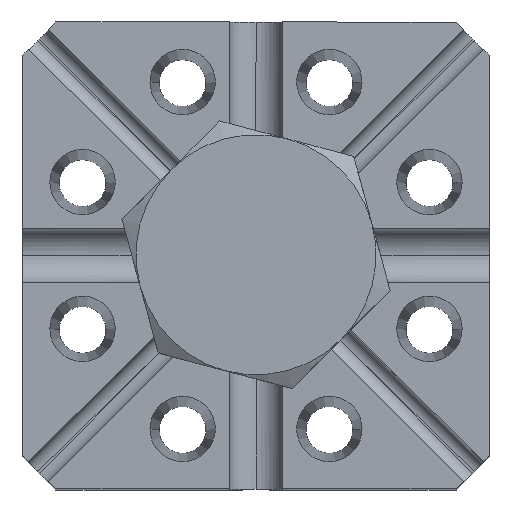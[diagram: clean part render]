
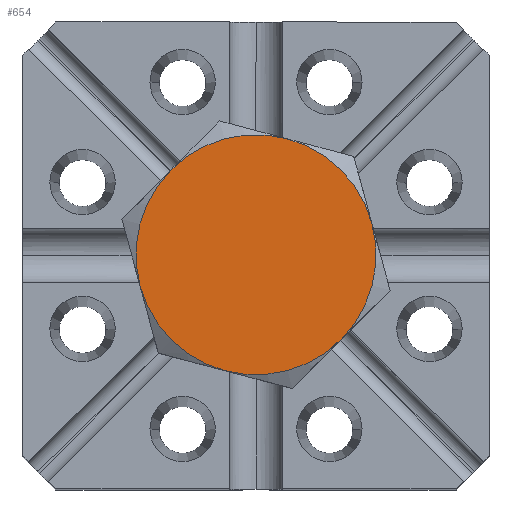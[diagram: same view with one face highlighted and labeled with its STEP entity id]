
A CAD part, top view. The second image highlights one B-rep face of the part: STEP entity #654.
In plain terms, the highlighted planar face has unit normal (0, 0, 1).
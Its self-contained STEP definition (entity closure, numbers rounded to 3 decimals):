
#82 = CIRCLE ( 'NONE', #3566, 9. ) ;
#95 = CARTESIAN_POINT ( 'NONE',  ( -4.6, -17.402, 32.077 ) ) ;
#118 = CIRCLE ( 'NONE', #995, 9. ) ;
#144 = DIRECTION ( 'NONE',  ( -0.256, -0.967, 0. ) ) ;
#183 = DIRECTION ( 'NONE',  ( 0., 0., -1. ) ) ;
#654 = ADVANCED_FACE ( 'NONE', ( #3066 ), #4050, .F. ) ;
#834 = CARTESIAN_POINT ( 'NONE',  ( 0., 0., 32.077 ) ) ;
#852 = VERTEX_POINT ( 'NONE', #6276 ) ;
#866 = EDGE_CURVE ( 'NONE', #1512, #1580, #6501, .T. ) ;
#970 = DIRECTION ( 'NONE',  ( 0., 0., -1. ) ) ;
#995 = AXIS2_PLACEMENT_3D ( 'NONE', #4597, #1515, #2573 ) ;
#1048 = EDGE_CURVE ( 'NONE', #5531, #3091, #118, .T. ) ;
#1319 = ORIENTED_EDGE ( 'NONE', *, *, #1048, .T. ) ;
#1339 = AXIS2_PLACEMENT_3D ( 'NONE', #4275, #6328, #5822 ) ;
#1423 = CARTESIAN_POINT ( 'NONE',  ( 6.385, -6.343, 32.077 ) ) ;
#1512 = VERTEX_POINT ( 'NONE', #1423 ) ;
#1515 = DIRECTION ( 'NONE',  ( 0., 0., 1. ) ) ;
#1580 = VERTEX_POINT ( 'NONE', #3766 ) ;
#1645 = DIRECTION ( 'NONE',  ( -0.256, -0.967, 0. ) ) ;
#1796 = CIRCLE ( 'NONE', #2664, 9. ) ;
#1897 = CIRCLE ( 'NONE', #1339, 9. ) ;
#1981 = ORIENTED_EDGE ( 'NONE', *, *, #2094, .F. ) ;
#2070 = ORIENTED_EDGE ( 'NONE', *, *, #4529, .F. ) ;
#2094 = EDGE_CURVE ( 'NONE', #4563, #3091, #5244, .T. ) ;
#2116 = AXIS2_PLACEMENT_3D ( 'NONE', #95, #4316, #5826 ) ;
#2457 = EDGE_CURVE ( 'NONE', #5531, #852, #1897, .T. ) ;
#2573 = DIRECTION ( 'NONE',  ( 0.256, 0.967, 0. ) ) ;
#2664 = AXIS2_PLACEMENT_3D ( 'NONE', #834, #3446, #4660 ) ;
#3019 = CARTESIAN_POINT ( 'NONE',  ( 0., 0., 32.077 ) ) ;
#3066 = FACE_OUTER_BOUND ( 'NONE', #4146, .T. ) ;
#3091 = VERTEX_POINT ( 'NONE', #6237 ) ;
#3280 = CARTESIAN_POINT ( 'NONE',  ( 0., 0., 32.077 ) ) ;
#3446 = DIRECTION ( 'NONE',  ( 0., 0., -1. ) ) ;
#3566 = AXIS2_PLACEMENT_3D ( 'NONE', #6246, #3718, #1645 ) ;
#3596 = AXIS2_PLACEMENT_3D ( 'NONE', #3280, #183, #144 ) ;
#3718 = DIRECTION ( 'NONE',  ( 0., 0., -1. ) ) ;
#3766 = CARTESIAN_POINT ( 'NONE',  ( -2.3, -8.701, 32.077 ) ) ;
#3837 = EDGE_CURVE ( 'NONE', #852, #1512, #1796, .T. ) ;
#4050 = PLANE ( 'NONE',  #2116 ) ;
#4146 = EDGE_LOOP ( 'NONE', ( #2070, #4554, #5734, #5131, #1319, #1981 ) ) ;
#4275 = CARTESIAN_POINT ( 'NONE',  ( 0., 0., 32.077 ) ) ;
#4316 = DIRECTION ( 'NONE',  ( 0., 0., -1. ) ) ;
#4529 = EDGE_CURVE ( 'NONE', #1580, #4563, #82, .T. ) ;
#4554 = ORIENTED_EDGE ( 'NONE', *, *, #866, .F. ) ;
#4563 = VERTEX_POINT ( 'NONE', #5350 ) ;
#4597 = CARTESIAN_POINT ( 'NONE',  ( 0., 0., 32.077 ) ) ;
#4660 = DIRECTION ( 'NONE',  ( -0.256, -0.967, 0. ) ) ;
#4986 = CARTESIAN_POINT ( 'NONE',  ( 2.3, 8.701, 32.077 ) ) ;
#5131 = ORIENTED_EDGE ( 'NONE', *, *, #2457, .F. ) ;
#5244 = CIRCLE ( 'NONE', #5449, 9. ) ;
#5350 = CARTESIAN_POINT ( 'NONE',  ( -8.685, -2.358, 32.077 ) ) ;
#5449 = AXIS2_PLACEMENT_3D ( 'NONE', #3019, #970, #6209 ) ;
#5531 = VERTEX_POINT ( 'NONE', #4986 ) ;
#5734 = ORIENTED_EDGE ( 'NONE', *, *, #3837, .F. ) ;
#5822 = DIRECTION ( 'NONE',  ( -0.256, -0.967, 0. ) ) ;
#5826 = DIRECTION ( 'NONE',  ( -0.256, -0.967, 0. ) ) ;
#6209 = DIRECTION ( 'NONE',  ( -0.256, -0.967, 0. ) ) ;
#6237 = CARTESIAN_POINT ( 'NONE',  ( -6.385, 6.343, 32.077 ) ) ;
#6246 = CARTESIAN_POINT ( 'NONE',  ( 0., 0., 32.077 ) ) ;
#6276 = CARTESIAN_POINT ( 'NONE',  ( 8.685, 2.358, 32.077 ) ) ;
#6328 = DIRECTION ( 'NONE',  ( 0., 0., -1. ) ) ;
#6501 = CIRCLE ( 'NONE', #3596, 9. ) ;
